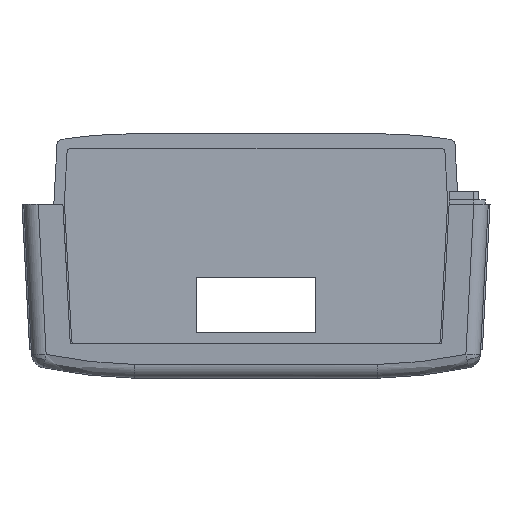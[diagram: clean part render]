
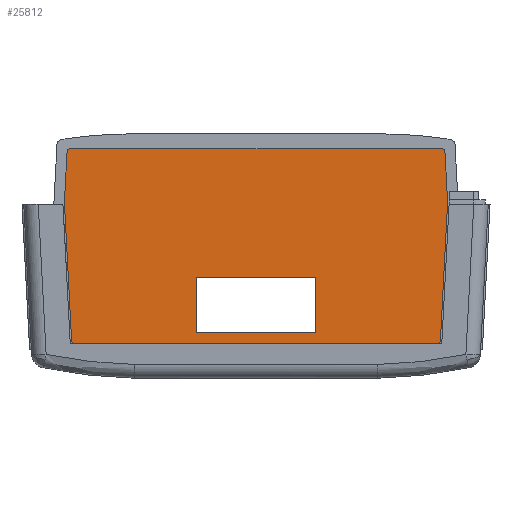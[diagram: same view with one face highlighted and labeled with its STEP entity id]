
A CAD part, left-side view. The second image highlights one B-rep face of the part: STEP entity #25812.
In plain terms, the highlighted face is planar.
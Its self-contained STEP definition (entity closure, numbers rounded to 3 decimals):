
#8 = EDGE_LOOP ( 'NONE', ( #9145, #9147, #9149, #9151 ) ) ;
#14 = EDGE_LOOP ( 'NONE', ( #9153, #9155, #9156, #9157, #9158, #9159, #9160, #9161, #9162, #9163 ) ) ;
#9145 = ORIENTED_EDGE ( 'NONE', *, *, #22805, .F. ) ;
#9147 = ORIENTED_EDGE ( 'NONE', *, *, #22804, .F. ) ;
#9149 = ORIENTED_EDGE ( 'NONE', *, *, #22785, .F. ) ;
#9151 = ORIENTED_EDGE ( 'NONE', *, *, #22806, .F. ) ;
#9153 = ORIENTED_EDGE ( 'NONE', *, *, #22802, .T. ) ;
#9155 = ORIENTED_EDGE ( 'NONE', *, *, #22799, .F. ) ;
#9156 = ORIENTED_EDGE ( 'NONE', *, *, #22784, .T. ) ;
#9157 = ORIENTED_EDGE ( 'NONE', *, *, #22797, .F. ) ;
#9158 = ORIENTED_EDGE ( 'NONE', *, *, #22813, .F. ) ;
#9159 = ORIENTED_EDGE ( 'NONE', *, *, #22793, .T. ) ;
#9160 = ORIENTED_EDGE ( 'NONE', *, *, #22808, .F. ) ;
#9161 = ORIENTED_EDGE ( 'NONE', *, *, #22816, .F. ) ;
#9162 = ORIENTED_EDGE ( 'NONE', *, *, #22810, .F. ) ;
#9163 = ORIENTED_EDGE ( 'NONE', *, *, #22815, .F. ) ;
#12002 = VERTEX_POINT ( 'NONE', #20336 ) ;
#12006 = VERTEX_POINT ( 'NONE', #20344 ) ;
#12007 = VERTEX_POINT ( 'NONE', #20338 ) ;
#12010 = VERTEX_POINT ( 'NONE', #20346 ) ;
#12011 = VERTEX_POINT ( 'NONE', #20335 ) ;
#12014 = VERTEX_POINT ( 'NONE', #20349 ) ;
#12015 = VERTEX_POINT ( 'NONE', #20350 ) ;
#12016 = VERTEX_POINT ( 'NONE', #20351 ) ;
#12017 = VERTEX_POINT ( 'NONE', #20352 ) ;
#12018 = VERTEX_POINT ( 'NONE', #20353 ) ;
#12019 = VERTEX_POINT ( 'NONE', #20354 ) ;
#12020 = VERTEX_POINT ( 'NONE', #20355 ) ;
#12021 = VERTEX_POINT ( 'NONE', #20356 ) ;
#12022 = VERTEX_POINT ( 'NONE', #20357 ) ;
#19006 = VECTOR ( 'NONE', #21062, 1000. ) ;
#19018 = LINE ( 'NONE', #21048, #19006 ) ;
#19019 = CIRCLE ( 'NONE', #19317, 0.5 ) ;
#19022 = LINE ( 'NONE', #21078, #19034 ) ;
#19028 = LINE ( 'NONE', #21068, #19030 ) ;
#19029 = CIRCLE ( 'NONE', #19318, 0.5 ) ;
#19030 = VECTOR ( 'NONE', #21079, 1000. ) ;
#19034 = VECTOR ( 'NONE', #21084, 1000. ) ;
#19039 = LINE ( 'NONE', #21098, #19052 ) ;
#19040 = LINE ( 'NONE', #21087, #19046 ) ;
#19041 = CIRCLE ( 'NONE', #19310, 0.5 ) ;
#19042 = LINE ( 'NONE', #21094, #19043 ) ;
#19043 = VECTOR ( 'NONE', #21095, 1000. ) ;
#19044 = LINE ( 'NONE', #21096, #19045 ) ;
#19045 = VECTOR ( 'NONE', #21097, 1000. ) ;
#19046 = VECTOR ( 'NONE', #21099, 1000. ) ;
#19048 = LINE ( 'NONE', #21100, #19049 ) ;
#19049 = VECTOR ( 'NONE', #21101, 1000. ) ;
#19050 = LINE ( 'NONE', #21103, #19051 ) ;
#19051 = VECTOR ( 'NONE', #21104, 1000. ) ;
#19052 = VECTOR ( 'NONE', #21106, 1000. ) ;
#19054 = LINE ( 'NONE', #21107, #19055 ) ;
#19055 = VECTOR ( 'NONE', #21108, 1000. ) ;
#19058 = CIRCLE ( 'NONE', #19315, 0.5 ) ;
#19249 = FACE_BOUND ( 'NONE', #8, .T. ) ;
#19256 = FACE_OUTER_BOUND ( 'NONE', #14, .T. ) ;
#19310 = AXIS2_PLACEMENT_3D ( 'NONE', #21089, #21090, #21091 ) ;
#19315 = AXIS2_PLACEMENT_3D ( 'NONE', #21105, #21109, #21110 ) ;
#19317 = AXIS2_PLACEMENT_3D ( 'NONE', #21058, #21059, #21060 ) ;
#19318 = AXIS2_PLACEMENT_3D ( 'NONE', #21073, #21074, #21075 ) ;
#19379 = AXIS2_PLACEMENT_3D ( 'NONE', #21392, #21401, #21402 ) ;
#20335 = CARTESIAN_POINT ( 'NONE',  ( 2328.327, 1679.258, -22.837 ) ) ;
#20336 = CARTESIAN_POINT ( 'NONE',  ( 2391.622, 1679.258, 10.663 ) ) ;
#20338 = CARTESIAN_POINT ( 'NONE',  ( 2391.335, 1679.258, -22.363 ) ) ;
#20344 = CARTESIAN_POINT ( 'NONE',  ( 2390.836, 1679.258, -22.837 ) ) ;
#20346 = CARTESIAN_POINT ( 'NONE',  ( 2327.827, 1679.258, -22.363 ) ) ;
#20349 = CARTESIAN_POINT ( 'NONE',  ( 2369.881, 1679.258, -21.037 ) ) ;
#20350 = CARTESIAN_POINT ( 'NONE',  ( 2392.121, 1679.258, 10.189 ) ) ;
#20351 = CARTESIAN_POINT ( 'NONE',  ( 2369.881, 1679.258, -11.537 ) ) ;
#20352 = CARTESIAN_POINT ( 'NONE',  ( 2349.281, 1679.258, -21.037 ) ) ;
#20353 = CARTESIAN_POINT ( 'NONE',  ( 2349.281, 1679.258, -11.537 ) ) ;
#20354 = CARTESIAN_POINT ( 'NONE',  ( 2392.581, 1679.258, 1.413 ) ) ;
#20355 = CARTESIAN_POINT ( 'NONE',  ( 2327.541, 1679.258, 10.663 ) ) ;
#20356 = CARTESIAN_POINT ( 'NONE',  ( 2327.041, 1679.258, 10.189 ) ) ;
#20357 = CARTESIAN_POINT ( 'NONE',  ( 2326.581, 1679.258, 1.413 ) ) ;
#21048 = CARTESIAN_POINT ( 'NONE',  ( 2349.281, 1679.258, -5.952 ) ) ;
#21058 = CARTESIAN_POINT ( 'NONE',  ( 2390.836, 1679.258, -22.337 ) ) ;
#21059 = DIRECTION ( 'NONE',  ( 0., -1., 0. ) ) ;
#21060 = DIRECTION ( 'NONE',  ( 0., 0., -1. ) ) ;
#21062 = DIRECTION ( 'NONE',  ( 0., 0., -1. ) ) ;
#21068 = CARTESIAN_POINT ( 'NONE',  ( 2392.581, 1679.258, 1.413 ) ) ;
#21073 = CARTESIAN_POINT ( 'NONE',  ( 2391.622, 1679.258, 10.163 ) ) ;
#21074 = DIRECTION ( 'NONE',  ( 0., -1., 0. ) ) ;
#21075 = DIRECTION ( 'NONE',  ( 0., 0., -1. ) ) ;
#21078 = CARTESIAN_POINT ( 'NONE',  ( 2390.836, 1679.258, -22.837 ) ) ;
#21079 = DIRECTION ( 'NONE',  ( -0.052, 0., -0.999 ) ) ;
#21084 = DIRECTION ( 'NONE',  ( -1., 0., 0. ) ) ;
#21087 = CARTESIAN_POINT ( 'NONE',  ( 2359.581, 1679.258, -11.537 ) ) ;
#21089 = CARTESIAN_POINT ( 'NONE',  ( 2328.327, 1679.258, -22.337 ) ) ;
#21090 = DIRECTION ( 'NONE',  ( 0., -1., 0. ) ) ;
#21091 = DIRECTION ( 'NONE',  ( 0., 0., -1. ) ) ;
#21094 = CARTESIAN_POINT ( 'NONE',  ( 2359.581, 1679.258, -21.037 ) ) ;
#21095 = DIRECTION ( 'NONE',  ( 1., 0., 0. ) ) ;
#21096 = CARTESIAN_POINT ( 'NONE',  ( 2369.881, 1679.258, -5.952 ) ) ;
#21097 = DIRECTION ( 'NONE',  ( 0., 0., 1. ) ) ;
#21098 = CARTESIAN_POINT ( 'NONE',  ( 2392.121, 1679.258, 10.189 ) ) ;
#21099 = DIRECTION ( 'NONE',  ( -1., 0., 0. ) ) ;
#21100 = CARTESIAN_POINT ( 'NONE',  ( 2327.541, 1679.258, 10.663 ) ) ;
#21101 = DIRECTION ( 'NONE',  ( 1., 0., 0. ) ) ;
#21103 = CARTESIAN_POINT ( 'NONE',  ( 2326.581, 1679.258, 1.413 ) ) ;
#21104 = DIRECTION ( 'NONE',  ( 0.052, 0., 0.999 ) ) ;
#21105 = CARTESIAN_POINT ( 'NONE',  ( 2327.541, 1679.258, 10.163 ) ) ;
#21106 = DIRECTION ( 'NONE',  ( 0.052, 0., -0.999 ) ) ;
#21107 = CARTESIAN_POINT ( 'NONE',  ( 2327.827, 1679.258, -22.363 ) ) ;
#21108 = DIRECTION ( 'NONE',  ( -0.052, 0., 0.999 ) ) ;
#21109 = DIRECTION ( 'NONE',  ( 0., 1., 0. ) ) ;
#21110 = DIRECTION ( 'NONE',  ( 0., 0., -1. ) ) ;
#21392 = CARTESIAN_POINT ( 'NONE',  ( 2359.581, 1679.258, -5.952 ) ) ;
#21393 = PLANE ( 'NONE',  #19379 ) ;
#21401 = DIRECTION ( 'NONE',  ( 0., -1., 0. ) ) ;
#21402 = DIRECTION ( 'NONE',  ( 0., 0., -1. ) ) ;
#22784 = EDGE_CURVE ( 'NONE', #12006, #12007, #19019, .T. ) ;
#22785 = EDGE_CURVE ( 'NONE', #12018, #12017, #19018, .T. ) ;
#22793 = EDGE_CURVE ( 'NONE', #12015, #12002, #19029, .T. ) ;
#22797 = EDGE_CURVE ( 'NONE', #12019, #12007, #19028, .T. ) ;
#22799 = EDGE_CURVE ( 'NONE', #12006, #12011, #19022, .T. ) ;
#22802 = EDGE_CURVE ( 'NONE', #12010, #12011, #19041, .T. ) ;
#22804 = EDGE_CURVE ( 'NONE', #12017, #12014, #19042, .T. ) ;
#22805 = EDGE_CURVE ( 'NONE', #12014, #12016, #19044, .T. ) ;
#22806 = EDGE_CURVE ( 'NONE', #12016, #12018, #19040, .T. ) ;
#22808 = EDGE_CURVE ( 'NONE', #12020, #12002, #19048, .T. ) ;
#22810 = EDGE_CURVE ( 'NONE', #12022, #12021, #19050, .T. ) ;
#22813 = EDGE_CURVE ( 'NONE', #12015, #12019, #19039, .T. ) ;
#22815 = EDGE_CURVE ( 'NONE', #12010, #12022, #19054, .T. ) ;
#22816 = EDGE_CURVE ( 'NONE', #12021, #12020, #19058, .T. ) ;
#25812 = ADVANCED_FACE ( 'NONE', ( #19249, #19256 ), #21393, .T. ) ;
